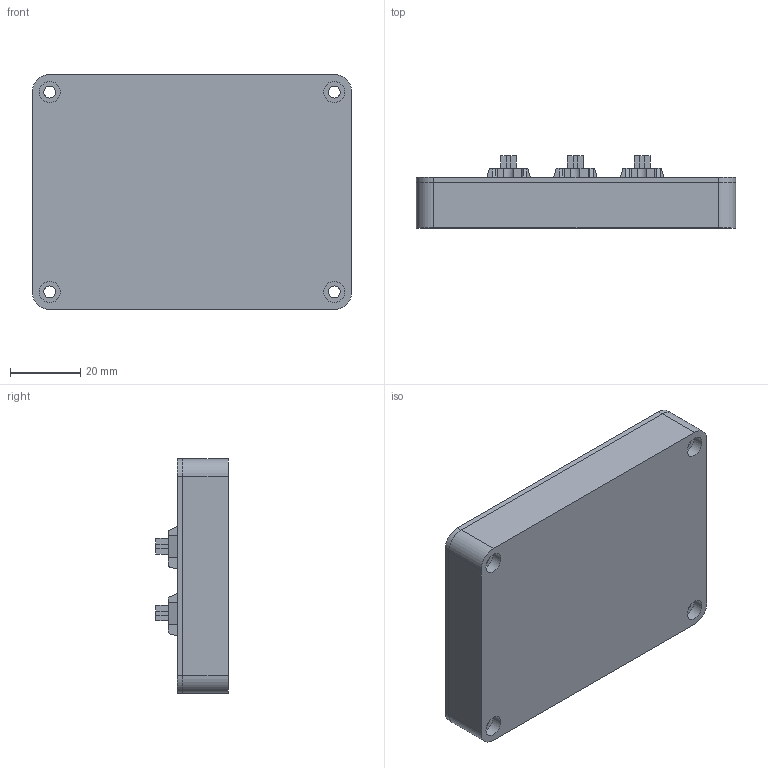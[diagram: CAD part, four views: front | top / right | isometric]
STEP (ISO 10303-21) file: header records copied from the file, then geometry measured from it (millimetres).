
FILE_DESCRIPTION(/* description */ ('STEP AP242 Edition 2','CAx-IF Rec.Pracs.---Representation and Presentation of Product Manufacturing Information (PMI)---4.0---2014-10-13','CAx-IF Rec.Pracs.---3D Tessellated Geometry---0.4---2014-09-14','2;1','CAx-IF Rec.Pracs.---User Defined Attributes---1.5---2016-08-15'),/* implementation_level */ '2;1');
FILE_NAME(/* name */ '69240f124bb886e9d936b600',/* time_stamp */ '2025-11-24T07:53:58Z',/* author */ (''),/* organization */ (''),/* preprocessor_version */ 'ST-DEVELOPER v20',/* originating_system */ 'ONSHAPE BY PTC INC, 1.207',/* authorisation */ ' ');
FILE_SCHEMA (('AP242_MANAGED_MODEL_BASED_3D_ENGINEERING_MIM_LF { 1 0 10303 442 3 1 4 }'));
Products named in the file (102): Full Assembly; Hackpad_PCB; Part 1; cherry mx v28 <3>; Component1; Component2; cherry mx v28 <2>; cherry mx v28 <1>; cherry mx v28 <4>; Seeed Studio XIAO RP2040 v26 <1>; Seeed Studio XIAO RP2040 v26; main <1>; main; type-c v2; smd_button v3(Mirror); SK6805-2.4x2.7 v1 <1>; VDD; VSS; DIN; Shell; DOUT; smd_button v3
Assembly tree (125 placements, depth 5):
  Full Assembly
    Hackpad_PCB
    Part 1
    Part 1
    cherry mx v28 <3>
      Component1
      Component2
      Component1
      Component1
      Component1
      Component1
      Component1
      Component1
    cherry mx v28 <2>
      Component1
      Component2
      Component1
      Component1
      Component1
      Component1
      Component1
      Component1
    cherry mx v28 <1>
      Component1
      Component1
      Component1
      Component1
      Component1
      Component1
      Component1
      Component2
    cherry mx v28 <4>
      Component1
      Component1
      Component1
      Component1
      Component1
      Component2
      Component1
      Component1
    Seeed Studio XIAO RP2040 v26 <1>
      Seeed Studio XIAO RP2040 v26
      Seeed Studio XIAO RP2040 v26
      Seeed Studio XIAO RP2040 v26
      Seeed Studio XIAO RP2040 v26
      Seeed Studio XIAO RP2040 v26
      Seeed Studio XIAO RP2040 v26
      Seeed Studio XIAO RP2040 v26
      Seeed Studio XIAO RP2040 v26
      Seeed Studio XIAO RP2040 v26
      Seeed Studio XIAO RP2040 v26
      Seeed Studio XIAO RP2040 v26
      Seeed Studio XIAO RP2040 v26
      Seeed Studio XIAO RP2040 v26
      Seeed Studio XIAO RP2040 v26
      Seeed Studio XIAO RP2040 v26
      Seeed Studio XIAO RP2040 v26
      Seeed Studio XIAO RP2040 v26
      Seeed Studio XIAO RP2040 v26
      Seeed Studio XIAO RP2040 v26
Bounding box: 91.11 x 20.68 x 67 mm (x, y, z)
Volume: 63114.2 mm3; surface area: 45287.9 mm2
Topology: 118 solids, 118 shells, 2853 faces, 7518 edges, 4956 vertices
Faces by surface type: plane 1590, cylinder 1020, bspline 194, sphere 19, cone 18, torus 12
Full cylindrical faces by diameter (mm): 0.4 x1, 0.5 x2, 0.8 x14, 0.889 x14, 1.5 x10, 1.6 x8, 1.7 x8, 2 x1, 3.4 x8, 3.85 x4, 4 x4, 6 x4
Entity records: 81680 total; most frequent: CARTESIAN_POINT 16029, ORIENTED_EDGE 12948, DIRECTION 12757, EDGE_CURVE 6474, AXIS2_PLACEMENT_3D 4348, VERTEX_POINT 4327, LINE 4061, VECTOR 4061
